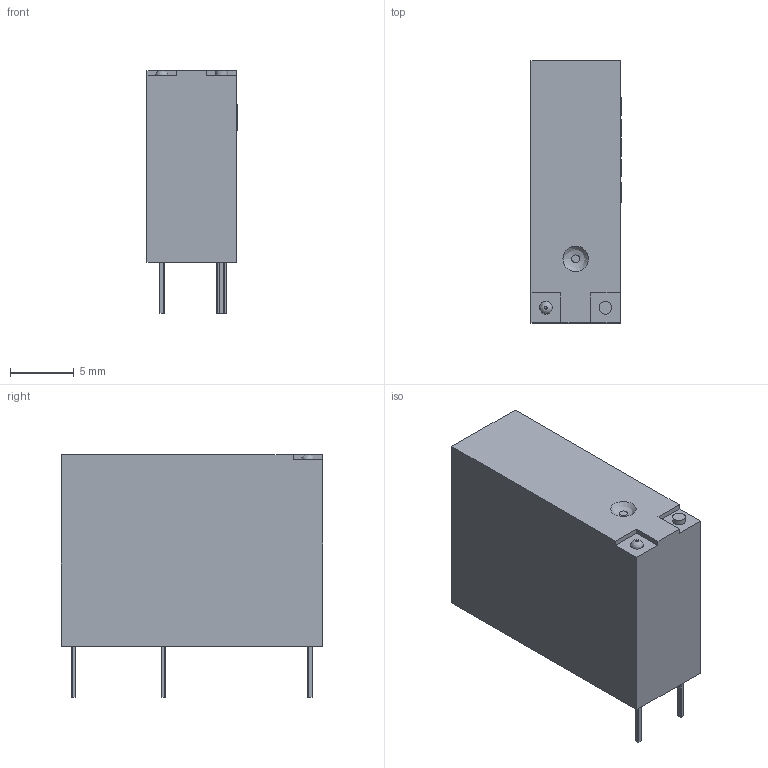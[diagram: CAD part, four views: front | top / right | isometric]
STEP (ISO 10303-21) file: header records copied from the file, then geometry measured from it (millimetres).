
FILE_DESCRIPTION(/* description */ (''),/* implementation_level */ '2;1');
FILE_NAME(/* name */ 'relay HF46F.step',/* time_stamp */ '2023-03-20T22:33:26+10:00',/* author */ (''),/* organization */ (''),/* preprocessor_version */ 'ST-DEVELOPER v19.2',/* originating_system */ 'Autodesk Translation Framework v11.17.0.187',/* authorisation */ '');
FILE_SCHEMA (('AUTOMOTIVE_DESIGN { 1 0 10303 214 3 1 1 }'));
Length unit declared in the file: millimetre
Products named in the file (1): реле
Bounding box: 7.05 x 20.5 x 19 mm (x, y, z)
Volume: 2151.4 mm3; surface area: 1162.6 mm2
Topology: 10 solids, 10 shells, 138 faces, 345 edges, 230 vertices
Faces by surface type: plane 112, bspline 25, cylinder 1
Full cylindrical faces by diameter (mm): 1 x1
Entity records: 4364 total; most frequent: CARTESIAN_POINT 1157, ORIENTED_EDGE 690, DIRECTION 535, EDGE_CURVE 345, LINE 291, VECTOR 291, VERTEX_POINT 230, EDGE_LOOP 145
